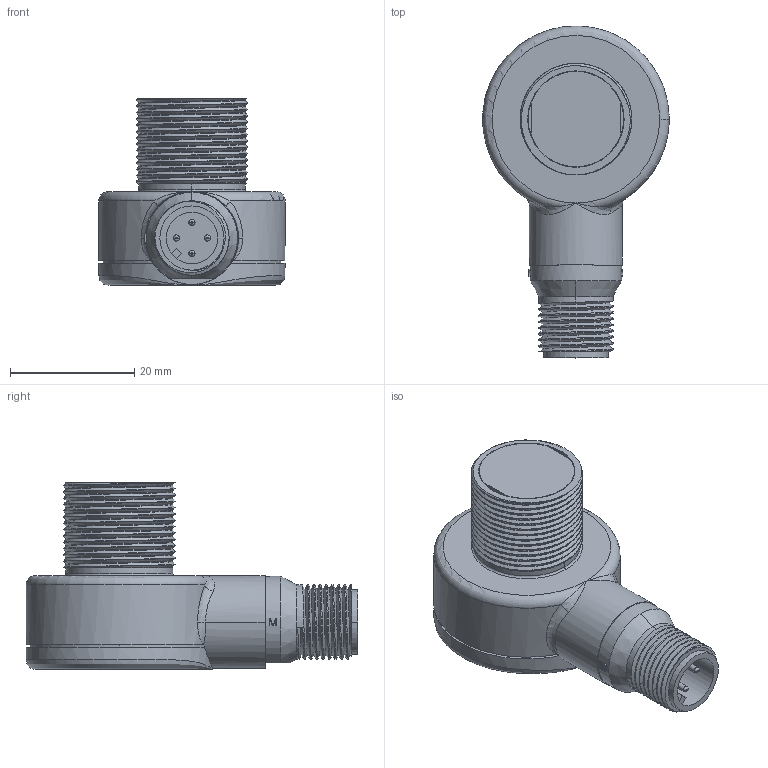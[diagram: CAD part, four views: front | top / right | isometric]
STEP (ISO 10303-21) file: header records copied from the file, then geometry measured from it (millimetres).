
FILE_DESCRIPTION((''),'2;1');
FILE_NAME('155305_SW','2010-12-03T',('banengservice'),('BANNER ENGINEERING'),'PRO/ENGINEER BY PARAMETRIC TECHNOLOGY CORPORATION, 2009141','PRO/ENGINEER BY PARAMETRIC TECHNOLOGY CORPORATION, 2009141','');
FILE_SCHEMA(('CONFIG_CONTROL_DESIGN'));
Length unit declared in the file: inch
Products named in the file (1): 155305_SW
Bounding box: 30.05 x 53.5 x 30.12 mm (x, y, z)
Volume: 6870.9 mm3; surface area: 12637.5 mm2
Topology: 2 solids, 3 shells, 384 faces, 964 edges, 614 vertices
Faces by surface type: cylinder 151, plane 149, bspline 36, cone 18, torus 18, extrusion 6, sphere 4, revolution 2
Entity records: 26320 total; most frequent: CARTESIAN_POINT 17302, ORIENTED_EDGE 1916, DIRECTION 1789, EDGE_CURVE 958, AXIS2_PLACEMENT_3D 668, VERTEX_POINT 614, VECTOR 451, LINE 445
